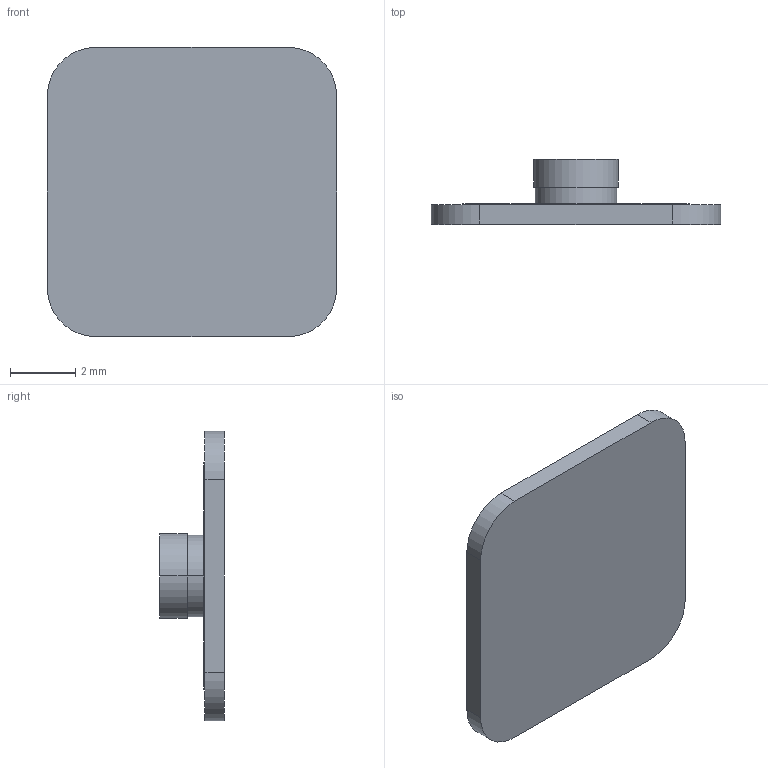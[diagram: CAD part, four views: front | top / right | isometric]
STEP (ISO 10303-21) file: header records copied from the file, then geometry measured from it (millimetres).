
FILE_DESCRIPTION(('Creo Elements/Direct Modeling STEP Export'),'2;1');
FILE_NAME('Head-Clamp-monolith-cap-V4b.stp','2016-06-15T17:15:23',(''),(''),'PTC Creo Elements/Direct Modeling STEP processor for AP214 (Solid Model)','PTC Creo Elements/Direct Modeling 19.0C 15-Aug-2015 (C) Parametric Technology GmbH','');
FILE_SCHEMA(('AUTOMOTIVE_DESIGN { 1 0 10303 214 1 1 1 1 }'));
Length unit declared in the file: millimetre
Products named in the file (2): Head-Clamp-monolith-cap-V2
Assembly tree (1 placements, depth 2):
  Head-Clamp-monolith-cap-V2
    Head-Clamp-monolith-cap-V2
Bounding box: 8.9 x 2 x 8.9 mm (x, y, z)
Volume: 53 mm3; surface area: 192.8 mm2
Topology: 1 solids, 1 shells, 22 faces, 48 edges, 32 vertices
Faces by surface type: cylinder 12, plane 10
Entity records: 621 total; most frequent: DIRECTION 104, CARTESIAN_POINT 96, ORIENTED_EDGE 96, EDGE_CURVE 48, AXIS2_PLACEMENT_3D 40, VERTEX_POINT 32, EDGE_LOOP 26, VECTOR 24
